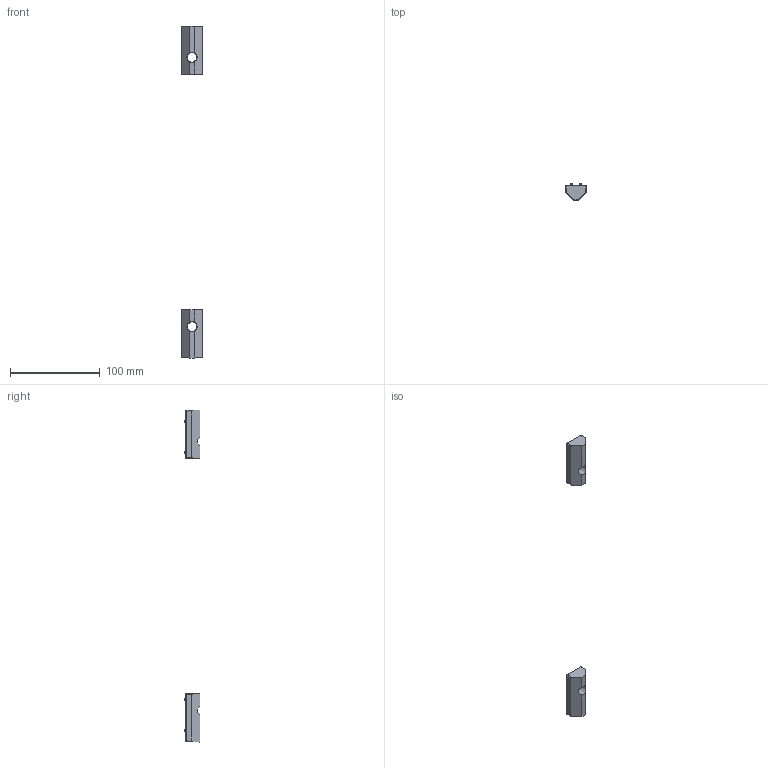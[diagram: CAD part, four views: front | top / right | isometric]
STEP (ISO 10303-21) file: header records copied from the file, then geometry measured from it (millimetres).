
FILE_DESCRIPTION(('CAx-IF Rec.Pracs.---Model Styling and Organization---1.2---2011-12-15','CAx-IF Rec.Pracs.---Geometric and Assembly Validation Properties---4.1---2014-06-16','CAx-IF Rec.Pracs.---PMI Polyline Presentation---2.0---2013-05-24'),'2;1');
FILE_NAME('1000122562_PPR_000.stp','2018-01-11T10:59:19+01:00',(''),(''),'STEP Interface 4.1 by CT CoreTechnologie','3D_Evolution4.1 by CT CoreTechnologie','');
FILE_SCHEMA(('AP203_CONFIGURATION_CONTROLLED_3D_DESIGN_OF_MECHANICAL_PARTS_AND_ASSEMBLIES_MIM_LF'));
Length unit declared in the file: millimetre
Products named in the file (2): P_2 AX Uno Eckmontageset Wandstange 1000122562_PPR_000_A0; P_2 Eckstuetze Unica-Axor 1000122561_PPA_000_A0
Assembly tree (2 placements, depth 2):
  P_2 AX Uno Eckmontageset Wandstange 1000122562_PPR_000_A0
    P_2 Eckstuetze Unica-Axor 1000122561_PPA_000_A0  x2
Bounding box: 23.12 x 17.55 x 369.68 mm (x, y, z)
Volume: 27709.8 mm3; surface area: 9184.3 mm2
Topology: 2 solids, 2 shells, 242 faces, 580 edges, 312 vertices
Faces by surface type: cylinder 112, plane 78, bspline 52
Entity records: 5591 total; most frequent: CARTESIAN_POINT 1528, DIRECTION 562, ORIENTED_EDGE 540, EDGE_CURVE 270, AXIS2_PLACEMENT_3D 206, VERTEX_POINT 156, VECTOR 150, LINE 150
